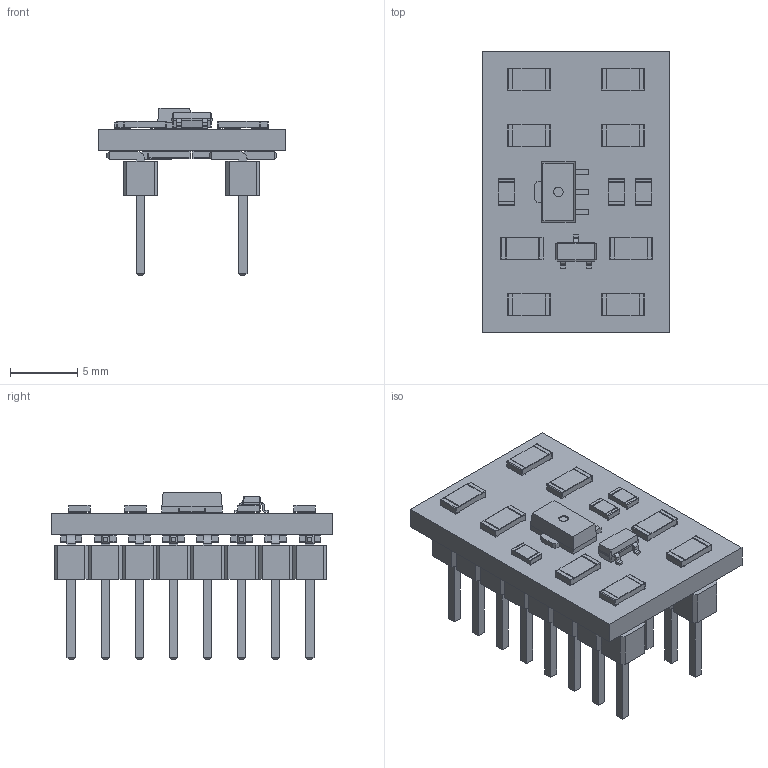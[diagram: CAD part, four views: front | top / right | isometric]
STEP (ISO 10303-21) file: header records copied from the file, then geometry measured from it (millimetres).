
FILE_DESCRIPTION(('KiCad electronic assembly'),'2;1');
FILE_NAME('resistor_network.step','2022-09-18T16:10:32',('Pcbnew'),( 'Kicad'),'Open CASCADE STEP processor 7.6','KiCad to STEP converter' ,'Unknown');
FILE_SCHEMA(('AUTOMOTIVE_DESIGN { 1 0 10303 214 1 1 1 1 }'));
Length unit declared in the file: millimetre
Products named in the file (12): resistor_network 1; R_1206_3216Metric; SOLID; R_0805_2012Metric; SOT-23; SOT-89-3; PinHeader_1x08_P2.54mm_Vertical_SMD_Pin1Left; resistor_network PCB
Assembly tree (29 placements, depth 3):
  resistor_network 1
    R_1206_3216Metric  x16
      SOLID
    R_0805_2012Metric  x3
      SOLID
    SOT-23
      SOLID
    SOT-89-3
      SOLID
    PinHeader_1x08_P2.54mm_Vertical_SMD_Pin1Left  x2
      SOLID
    resistor_network PCB
Bounding box: 14 x 21 x 12.52 mm (x, y, z)
Volume: 850 mm3; surface area: 1837.2 mm2
Topology: 24 solids, 24 shells, 1059 faces, 2682 edges, 1704 vertices
Faces by surface type: bspline 1053, plane 6
Entity records: 24681 total; most frequent: CARTESIAN_POINT 8606, B_SPLINE_CURVE_WITH_KNOTS 2768, ORIENTED_EDGE 1968, PCURVE 1968, DEFINITIONAL_REPRESENTATION 1968, EDGE_CURVE 984, SURFACE_CURVE 983, VERTEX_POINT 616
